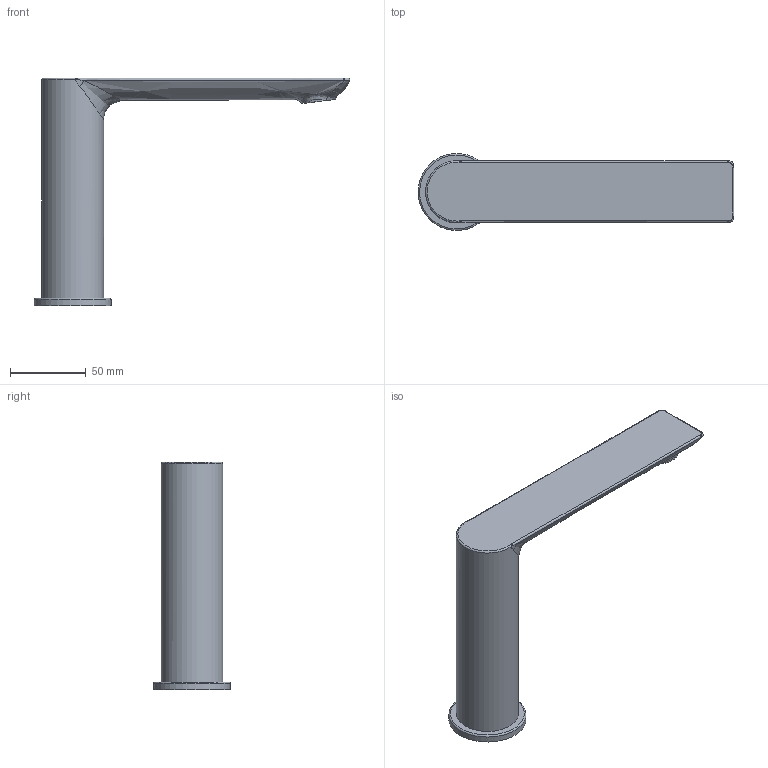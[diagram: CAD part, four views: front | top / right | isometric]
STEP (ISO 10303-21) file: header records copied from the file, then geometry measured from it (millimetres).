
FILE_DESCRIPTION (( 'STEP AP203' ), '1' );
FILE_NAME ('9921P1 x architetti.STEP', '2023-07-03T07:26:37', ( '' ), ( '' ), 'SwSTEP 2.0', 'SolidWorks 2020', '' );
FILE_SCHEMA (( 'CONFIG_CONTROL_DESIGN' ));
Length unit declared in the file: millimetre
Products named in the file (1): 9921P1 x architetti
Bounding box: 208.78 x 50.87 x 150.5 mm (x, y, z)
Volume: 276910.8 mm3; surface area: 39652.3 mm2
Topology: 1 solids, 5 shells, 100 faces, 255 edges, 158 vertices
Faces by surface type: bspline 63, cylinder 18, plane 16, cone 2, torus 1
Full cylindrical faces by diameter (mm): 41 x1, 51 x1
Entity records: 10240 total; most frequent: CARTESIAN_POINT 8424, ORIENTED_EDGE 486, EDGE_CURVE 243, B_SPLINE_CURVE_WITH_KNOTS 185, VERTEX_POINT 157, DIRECTION 156, EDGE_LOOP 104, FACE_OUTER_BOUND 103
